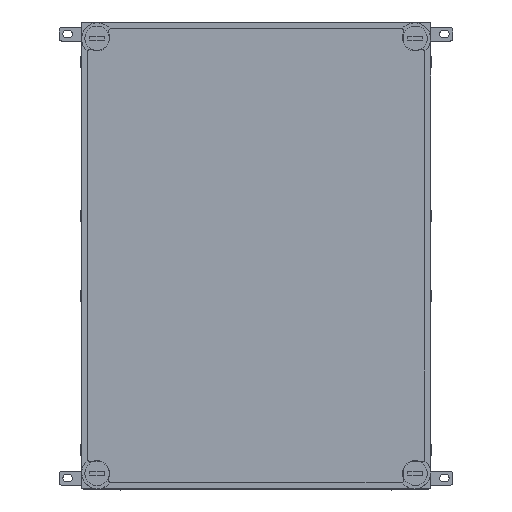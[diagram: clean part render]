
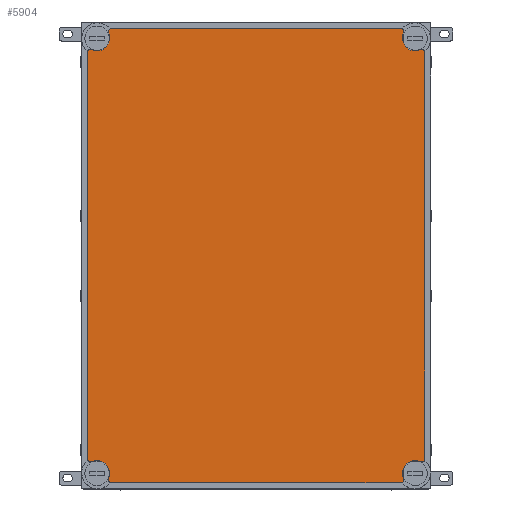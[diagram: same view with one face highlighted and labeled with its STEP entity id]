
A CAD part, top view. The second image highlights one B-rep face of the part: STEP entity #5904.
In plain terms, the highlighted planar face has unit normal (0, 0, 1).
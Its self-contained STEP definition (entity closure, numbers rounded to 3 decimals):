
#5904 = ADVANCED_FACE( '', ( #13340 ), #13341, .T. );
#13340 = FACE_OUTER_BOUND( '', #22964, .T. );
#13341 = PLANE( '', #22965 );
#22964 = EDGE_LOOP( '', ( #41153, #41154, #41155, #41156, #41157, #41158, #41159, #41160, #41161, #41162, #41163, #41164, #41165, #41166, #41167, #41168 ) );
#22965 = AXIS2_PLACEMENT_3D( '', #41169, #41170, #41171 );
#41153 = ORIENTED_EDGE( '', *, *, #50844, .F. );
#41154 = ORIENTED_EDGE( '', *, *, #55074, .T. );
#41155 = ORIENTED_EDGE( '', *, *, #56963, .F. );
#41156 = ORIENTED_EDGE( '', *, *, #56833, .T. );
#41157 = ORIENTED_EDGE( '', *, *, #52616, .F. );
#41158 = ORIENTED_EDGE( '', *, *, #56964, .F. );
#41159 = ORIENTED_EDGE( '', *, *, #56965, .F. );
#41160 = ORIENTED_EDGE( '', *, *, #56666, .T. );
#41161 = ORIENTED_EDGE( '', *, *, #54435, .F. );
#41162 = ORIENTED_EDGE( '', *, *, #56966, .F. );
#41163 = ORIENTED_EDGE( '', *, *, #52825, .F. );
#41164 = ORIENTED_EDGE( '', *, *, #56058, .T. );
#41165 = ORIENTED_EDGE( '', *, *, #56967, .F. );
#41166 = ORIENTED_EDGE( '', *, *, #53562, .T. );
#41167 = ORIENTED_EDGE( '', *, *, #53539, .F. );
#41168 = ORIENTED_EDGE( '', *, *, #50651, .T. );
#41169 = CARTESIAN_POINT( '', ( 0., 0., 105. ) );
#41170 = DIRECTION( '', ( 0., 0., 1. ) );
#41171 = DIRECTION( '', ( 1., 0., 0. ) );
#50651 = EDGE_CURVE( '', #60289, #60294, #60296, .F. );
#50844 = EDGE_CURVE( '', #60626, #60294, #60627, .F. );
#52616 = EDGE_CURVE( '', #63652, #63653, #63654, .F. );
#52825 = EDGE_CURVE( '', #64006, #64007, #64008, .F. );
#53539 = EDGE_CURVE( '', #60289, #65117, #65118, .F. );
#53562 = EDGE_CURVE( '', #65152, #65117, #65153, .T. );
#54435 = EDGE_CURVE( '', #66492, #66493, #66494, .F. );
#55074 = EDGE_CURVE( '', #60626, #67433, #67435, .T. );
#56058 = EDGE_CURVE( '', #64006, #68892, #68894, .F. );
#56666 = EDGE_CURVE( '', #69695, #66493, #69697, .F. );
#56833 = EDGE_CURVE( '', #69897, #63653, #69899, .F. );
#56963 = EDGE_CURVE( '', #69897, #67433, #70067, .F. );
#56964 = EDGE_CURVE( '', #70068, #63652, #70069, .T. );
#56965 = EDGE_CURVE( '', #69695, #70068, #70070, .F. );
#56966 = EDGE_CURVE( '', #64007, #66492, #70071, .T. );
#56967 = EDGE_CURVE( '', #65152, #68892, #70072, .F. );
#60289 = VERTEX_POINT( '', #74087 );
#60294 = VERTEX_POINT( '', #74093 );
#60296 = CIRCLE( '', #74096, 13.64 );
#60626 = VERTEX_POINT( '', #74518 );
#60627 = CIRCLE( '', #74519, 3. );
#63652 = VERTEX_POINT( '', #78458 );
#63653 = VERTEX_POINT( '', #78459 );
#63654 = CIRCLE( '', #78460, 3. );
#64006 = VERTEX_POINT( '', #78938 );
#64007 = VERTEX_POINT( '', #78939 );
#64008 = CIRCLE( '', #78940, 3. );
#65117 = VERTEX_POINT( '', #80409 );
#65118 = CIRCLE( '', #80410, 3. );
#65152 = VERTEX_POINT( '', #80456 );
#65153 = LINE( '', #80457, #80458 );
#66492 = VERTEX_POINT( '', #82239 );
#66493 = VERTEX_POINT( '', #82240 );
#66494 = CIRCLE( '', #82241, 3. );
#67433 = VERTEX_POINT( '', #83490 );
#67435 = LINE( '', #83493, #83494 );
#68892 = VERTEX_POINT( '', #85419 );
#68894 = CIRCLE( '', #85422, 13.64 );
#69695 = VERTEX_POINT( '', #86553 );
#69697 = CIRCLE( '', #86556, 13.64 );
#69897 = VERTEX_POINT( '', #86815 );
#69899 = CIRCLE( '', #86818, 13.64 );
#70067 = CIRCLE( '', #87045, 3. );
#70068 = VERTEX_POINT( '', #87046 );
#70069 = LINE( '', #87047, #87048 );
#70070 = CIRCLE( '', #87049, 3. );
#70071 = LINE( '', #87050, #87051 );
#70072 = CIRCLE( '', #87052, 3. );
#74087 = CARTESIAN_POINT( '', ( 28.836, 362.32, 105. ) );
#74093 = CARTESIAN_POINT( '', ( 10.68, 344.164, 105. ) );
#74096 = AXIS2_PLACEMENT_3D( '', #90758, #90759, #90760 );
#74518 = CARTESIAN_POINT( '', ( 6.4, 341.451, 105. ) );
#74519 = AXIS2_PLACEMENT_3D( '', #91024, #91025, #91026 );
#78458 = CARTESIAN_POINT( '', ( 31.549, 6.4, 105. ) );
#78459 = CARTESIAN_POINT( '', ( 28.836, 10.68, 105. ) );
#78460 = AXIS2_PLACEMENT_3D( '', #93444, #93445, #93446 );
#78938 = CARTESIAN_POINT( '', ( 487.32, 344.164, 105. ) );
#78939 = CARTESIAN_POINT( '', ( 491.6, 341.451, 105. ) );
#78940 = AXIS2_PLACEMENT_3D( '', #93708, #93709, #93710 );
#80409 = CARTESIAN_POINT( '', ( 31.549, 366.6, 105. ) );
#80410 = AXIS2_PLACEMENT_3D( '', #94572, #94573, #94574 );
#80456 = CARTESIAN_POINT( '', ( 466.451, 366.6, 105. ) );
#80457 = CARTESIAN_POINT( '', ( 498., 366.6, 105. ) );
#80458 = VECTOR( '', #94602, 1000. );
#82239 = CARTESIAN_POINT( '', ( 491.6, 31.549, 105. ) );
#82240 = CARTESIAN_POINT( '', ( 487.32, 28.836, 105. ) );
#82241 = AXIS2_PLACEMENT_3D( '', #95636, #95637, #95638 );
#83490 = CARTESIAN_POINT( '', ( 6.4, 31.549, 105. ) );
#83493 = CARTESIAN_POINT( '', ( 6.4, 373., 105. ) );
#83494 = VECTOR( '', #96394, 1000. );
#85419 = CARTESIAN_POINT( '', ( 469.164, 362.32, 105. ) );
#85422 = AXIS2_PLACEMENT_3D( '', #98067, #98068, #98069 );
#86553 = CARTESIAN_POINT( '', ( 469.164, 10.68, 105. ) );
#86556 = AXIS2_PLACEMENT_3D( '', #98680, #98681, #98682 );
#86815 = CARTESIAN_POINT( '', ( 10.68, 28.836, 105. ) );
#86818 = AXIS2_PLACEMENT_3D( '', #98830, #98831, #98832 );
#87045 = AXIS2_PLACEMENT_3D( '', #98979, #98980, #98981 );
#87046 = CARTESIAN_POINT( '', ( 466.451, 6.4, 105. ) );
#87047 = CARTESIAN_POINT( '', ( 498., 6.4, 105. ) );
#87048 = VECTOR( '', #98982, 1000. );
#87049 = AXIS2_PLACEMENT_3D( '', #98983, #98984, #98985 );
#87050 = CARTESIAN_POINT( '', ( 491.6, 373., 105. ) );
#87051 = VECTOR( '', #98986, 1000. );
#87052 = AXIS2_PLACEMENT_3D( '', #98987, #98988, #98989 );
#90758 = CARTESIAN_POINT( '', ( 16.5, 356.5, 105. ) );
#90759 = DIRECTION( '', ( 0., 0., 1. ) );
#90760 = DIRECTION( '', ( 1., 0., 0. ) );
#91024 = CARTESIAN_POINT( '', ( 9.4, 341.451, 105. ) );
#91025 = DIRECTION( '', ( 0., 0., 1. ) );
#91026 = DIRECTION( '', ( 1., 0., 0. ) );
#93444 = CARTESIAN_POINT( '', ( 31.549, 9.4, 105. ) );
#93445 = DIRECTION( '', ( 0., 0., 1. ) );
#93446 = DIRECTION( '', ( 1., 0., 0. ) );
#93708 = CARTESIAN_POINT( '', ( 488.6, 341.451, 105. ) );
#93709 = DIRECTION( '', ( 0., 0., 1. ) );
#93710 = DIRECTION( '', ( 1., 0., 0. ) );
#94572 = CARTESIAN_POINT( '', ( 31.549, 363.6, 105. ) );
#94573 = DIRECTION( '', ( 0., 0., 1. ) );
#94574 = DIRECTION( '', ( 1., 0., 0. ) );
#94602 = DIRECTION( '', ( -1., 0., 0. ) );
#95636 = CARTESIAN_POINT( '', ( 488.6, 31.549, 105. ) );
#95637 = DIRECTION( '', ( 0., 0., 1. ) );
#95638 = DIRECTION( '', ( 1., 0., 0. ) );
#96394 = DIRECTION( '', ( 0., -1., 0. ) );
#98067 = CARTESIAN_POINT( '', ( 481.5, 356.5, 105. ) );
#98068 = DIRECTION( '', ( 0., 0., 1. ) );
#98069 = DIRECTION( '', ( 1., 0., 0. ) );
#98680 = CARTESIAN_POINT( '', ( 481.5, 16.5, 105. ) );
#98681 = DIRECTION( '', ( 0., 0., 1. ) );
#98682 = DIRECTION( '', ( 1., 0., 0. ) );
#98830 = CARTESIAN_POINT( '', ( 16.5, 16.5, 105. ) );
#98831 = DIRECTION( '', ( 0., 0., 1. ) );
#98832 = DIRECTION( '', ( 1., 0., 0. ) );
#98979 = CARTESIAN_POINT( '', ( 9.4, 31.549, 105. ) );
#98980 = DIRECTION( '', ( 0., 0., 1. ) );
#98981 = DIRECTION( '', ( 1., 0., 0. ) );
#98982 = DIRECTION( '', ( -1., 0., 0. ) );
#98983 = CARTESIAN_POINT( '', ( 466.451, 9.4, 105. ) );
#98984 = DIRECTION( '', ( 0., 0., 1. ) );
#98985 = DIRECTION( '', ( 1., 0., 0. ) );
#98986 = DIRECTION( '', ( 0., -1., 0. ) );
#98987 = CARTESIAN_POINT( '', ( 466.451, 363.6, 105. ) );
#98988 = DIRECTION( '', ( 0., 0., 1. ) );
#98989 = DIRECTION( '', ( 1., 0., 0. ) );
